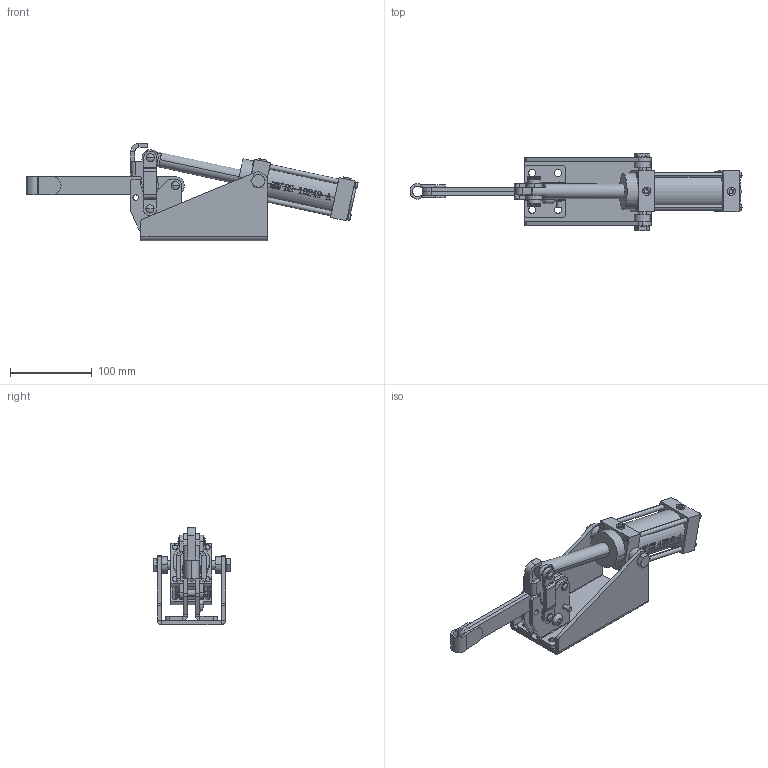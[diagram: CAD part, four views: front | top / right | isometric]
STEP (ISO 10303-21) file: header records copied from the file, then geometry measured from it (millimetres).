
FILE_DESCRIPTION (( 'STEP AP203' ), '1' );
FILE_NAME ('HS-10249-A 装配体.STEP', '2018-12-07T08:45:57', ( 'PCOS' ), ( '微软中国' ), 'SwSTEP 2.0', 'SolidWorks 2012', '' );
FILE_SCHEMA (( 'CONFIG_CONTROL_DESIGN' ));
Length unit declared in the file: millimetre
Products named in the file (15): HS-10249-A 蚾饜极; hex thin nuts-grades ab-chamfered gb_GB_FASTENER_NUT_STNAB M10-N; hexagon head bolts-full thread gb_GB_FASTENER_BOLT_STBAB A M10X80-N; 种杶; 酗种; 蚐詰; 妗陑揤參; 蟀裝2; 蟀裝; 標; 活塞杆; 楊擘菁釱酘; 楊擘菁釱衵; 傻种; 菁殤
Assembly tree (19 placements, depth 2):
  HS-10249-A 蚾饜极
    菁殤
    傻种  x2
    楊擘菁釱衵
    楊擘菁釱酘
    活塞杆
    標
    蟀裝
    蟀裝2  x2
    妗陑揤參  x2
    蚐詰
    酗种  x2
    种杶  x2
    hexagon head bolts-full thread gb_GB_FASTENER_BOLT_STBAB A M10X80-N
    hex thin nuts-grades ab-chamfered gb_GB_FASTENER_NUT_STNAB M10-N
Bounding box: 407.17 x 95.58 x 119.33 mm (x, y, z)
Volume: 581902.3 mm3; surface area: 180083.5 mm2
Topology: 19 solids, 19 shells, 892 faces, 2259 edges, 1458 vertices
Faces by surface type: plane 434, cylinder 284, bspline 136, cone 18, sphere 16, torus 4
Entity records: 32158 total; most frequent: CARTESIAN_POINT 11422, ORIENTED_EDGE 4160, DIRECTION 3575, EDGE_CURVE 2080, VERTEX_POINT 1348, AXIS2_PLACEMENT_3D 1222, LINE 1131, VECTOR 1131
